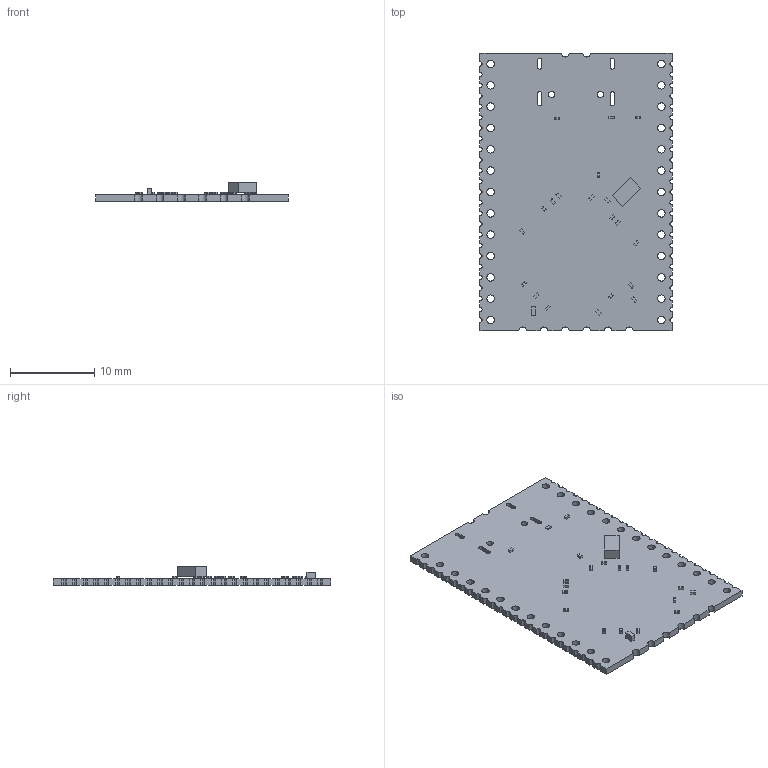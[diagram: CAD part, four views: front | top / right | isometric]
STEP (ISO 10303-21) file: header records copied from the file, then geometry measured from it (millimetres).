
FILE_DESCRIPTION(('Open CASCADE Model'),'2;1');
FILE_NAME('Open CASCADE Shape Model','2026-03-20T16:07:02',('Author'),( 'Open CASCADE'),'Open CASCADE STEP processor 6.8','Open CASCADE 6.8' ,'Unknown');
FILE_SCHEMA(('AUTOMOTIVE_DESIGN { 1 0 10303 214 1 1 1 1 }'));
Length unit declared in the file: millimetre
Products named in the file (31): PCB; Board; R200; 807228352; Extruded; C100; User_Library-Chip_Cap_MLCC_0201_(0603); C25; C24; C23; C22; C18; C17; C16; C15; C21; C8; C13; C20; ME621; 1323664328; C19; C2; C3; C11; C12; C14; R88; 1323661200
Assembly tree (48 placements, depth 4):
  PCB
    Board
    R200
      807228352
        Extruded
    C100
      User_Library-Chip_Cap_MLCC_0201_(0603)
    C25
      User_Library-Chip_Cap_MLCC_0201_(0603)
    C24
      User_Library-Chip_Cap_MLCC_0201_(0603)
    C23
      User_Library-Chip_Cap_MLCC_0201_(0603)
    C22
      User_Library-Chip_Cap_MLCC_0201_(0603)
    C18
      User_Library-Chip_Cap_MLCC_0201_(0603)
    C17
      User_Library-Chip_Cap_MLCC_0201_(0603)
    C16
      User_Library-Chip_Cap_MLCC_0201_(0603)
    C15
      User_Library-Chip_Cap_MLCC_0201_(0603)
    C21
      User_Library-Chip_Cap_MLCC_0201_(0603)
    C8
      User_Library-Chip_Cap_MLCC_0201_(0603)
    C13
      User_Library-Chip_Cap_MLCC_0201_(0603)
    C20
      User_Library-Chip_Cap_MLCC_0201_(0603)
    ME621
      1323664328
        Extruded
    C19
      User_Library-Chip_Cap_MLCC_0201_(0603)
    C2
      User_Library-Chip_Cap_MLCC_0201_(0603)
    C3
      User_Library-Chip_Cap_MLCC_0201_(0603)
    C11
      User_Library-Chip_Cap_MLCC_0201_(0603)
    C12
      User_Library-Chip_Cap_MLCC_0201_(0603)
    C14
      User_Library-Chip_Cap_MLCC_0201_(0603)
    R88
      1323661200
        Extruded
Bounding box: 22.86 x 33.02 x 2.25 mm (x, y, z)
Volume: 588.8 mm3; surface area: 1675.4 mm2
Topology: 23 solids, 23 shells, 1048 faces, 2588 edges, 1472 vertices
Faces by surface type: cylinder 502, plane 394, bspline 152
Full cylindrical faces by diameter (mm): 0.762 x2, 0.889 x26
Entity records: 21024 total; most frequent: CARTESIAN_POINT 5557, DIRECTION 2890, LINE 1476, VECTOR 1476, ORIENTED_EDGE 1416, PCURVE 1416, DEFINITIONAL_REPRESENTATION 1416, EDGE_CURVE 708
